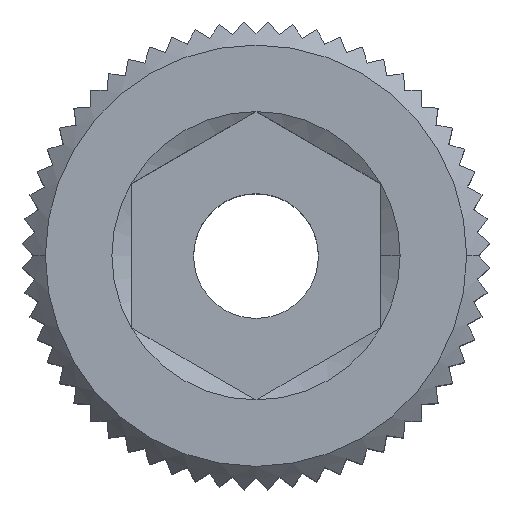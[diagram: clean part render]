
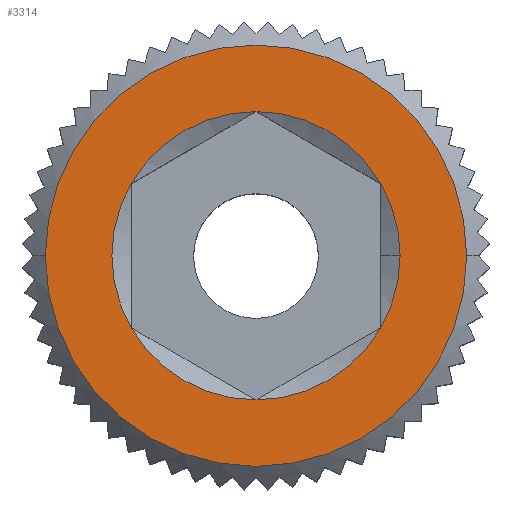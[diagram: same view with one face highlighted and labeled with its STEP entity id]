
A CAD part, top view. The second image highlights one B-rep face of the part: STEP entity #3314.
In plain terms, the highlighted planar face has unit normal (0, 0, 1).
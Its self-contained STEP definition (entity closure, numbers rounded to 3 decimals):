
#3225=CARTESIAN_POINT('Axis2P3D Location',(0.,5.953,8.731)) ;
#3230=CARTESIAN_POINT('Axis2P3D Location',(0.,0.,8.731)) ;
#3234=CARTESIAN_POINT('Vertex',(-5.358,0.,8.731)) ;
#3236=CARTESIAN_POINT('Vertex',(5.358,0.,8.731)) ;
#3239=CARTESIAN_POINT('Axis2P3D Location',(0.,0.,8.731)) ;
#3248=CARTESIAN_POINT('Axis2P3D Location',(0.,0.,8.731)) ;
#3252=CARTESIAN_POINT('Vertex',(3.175,1.833,8.731)) ;
#3254=CARTESIAN_POINT('Vertex',(0.,3.666,8.731)) ;
#3257=CARTESIAN_POINT('Axis2P3D Location',(0.,0.,8.731)) ;
#3261=CARTESIAN_POINT('Vertex',(3.666,0.,8.731)) ;
#3264=CARTESIAN_POINT('Axis2P3D Location',(0.,0.,8.731)) ;
#3268=CARTESIAN_POINT('Vertex',(3.175,-1.833,8.731)) ;
#3271=CARTESIAN_POINT('Axis2P3D Location',(0.,0.,8.731)) ;
#3275=CARTESIAN_POINT('Vertex',(0.,-3.666,8.731)) ;
#3278=CARTESIAN_POINT('Axis2P3D Location',(0.,0.,8.731)) ;
#3282=CARTESIAN_POINT('Vertex',(-3.175,-1.833,8.731)) ;
#3285=CARTESIAN_POINT('Axis2P3D Location',(0.,0.,8.731)) ;
#3289=CARTESIAN_POINT('Vertex',(-3.666,0.,8.731)) ;
#3292=CARTESIAN_POINT('Axis2P3D Location',(0.,0.,8.731)) ;
#3296=CARTESIAN_POINT('Vertex',(-3.175,1.833,8.731)) ;
#3299=CARTESIAN_POINT('Axis2P3D Location',(0.,0.,8.731)) ;
#3226=DIRECTION('Axis2P3D Direction',(0.,0.,1.)) ;
#3227=DIRECTION('Axis2P3D XDirection',(1.,0.,0.)) ;
#3231=DIRECTION('Axis2P3D Direction',(0.,0.,1.)) ;
#3240=DIRECTION('Axis2P3D Direction',(0.,0.,1.)) ;
#3249=DIRECTION('Axis2P3D Direction',(0.,0.,1.)) ;
#3258=DIRECTION('Axis2P3D Direction',(0.,0.,1.)) ;
#3265=DIRECTION('Axis2P3D Direction',(0.,0.,1.)) ;
#3272=DIRECTION('Axis2P3D Direction',(0.,0.,1.)) ;
#3279=DIRECTION('Axis2P3D Direction',(0.,0.,1.)) ;
#3286=DIRECTION('Axis2P3D Direction',(0.,0.,1.)) ;
#3293=DIRECTION('Axis2P3D Direction',(0.,0.,1.)) ;
#3300=DIRECTION('Axis2P3D Direction',(0.,0.,1.)) ;
#3228=AXIS2_PLACEMENT_3D('Plane Axis2P3D',#3225,#3226,#3227) ;
#3232=AXIS2_PLACEMENT_3D('Circle Axis2P3D',#3230,#3231,$) ;
#3241=AXIS2_PLACEMENT_3D('Circle Axis2P3D',#3239,#3240,$) ;
#3250=AXIS2_PLACEMENT_3D('Circle Axis2P3D',#3248,#3249,$) ;
#3259=AXIS2_PLACEMENT_3D('Circle Axis2P3D',#3257,#3258,$) ;
#3266=AXIS2_PLACEMENT_3D('Circle Axis2P3D',#3264,#3265,$) ;
#3273=AXIS2_PLACEMENT_3D('Circle Axis2P3D',#3271,#3272,$) ;
#3280=AXIS2_PLACEMENT_3D('Circle Axis2P3D',#3278,#3279,$) ;
#3287=AXIS2_PLACEMENT_3D('Circle Axis2P3D',#3285,#3286,$) ;
#3294=AXIS2_PLACEMENT_3D('Circle Axis2P3D',#3292,#3293,$) ;
#3301=AXIS2_PLACEMENT_3D('Circle Axis2P3D',#3299,#3300,$) ;
#3233=CIRCLE('generated circle',#3232,5.358) ;
#3242=CIRCLE('generated circle',#3241,5.358) ;
#3251=CIRCLE('generated circle',#3250,3.666) ;
#3260=CIRCLE('generated circle',#3259,3.666) ;
#3267=CIRCLE('generated circle',#3266,3.666) ;
#3274=CIRCLE('generated circle',#3273,3.666) ;
#3281=CIRCLE('generated circle',#3280,3.666) ;
#3288=CIRCLE('generated circle',#3287,3.666) ;
#3295=CIRCLE('generated circle',#3294,3.666) ;
#3302=CIRCLE('generated circle',#3301,3.666) ;
#3229=PLANE('',#3228) ;
#3313=FACE_BOUND('',#3304,.T.) ;
#3238=EDGE_CURVE('',#3235,#3237,#3233,.T.) ;
#3243=EDGE_CURVE('',#3237,#3235,#3242,.T.) ;
#3256=EDGE_CURVE('',#3253,#3255,#3251,.T.) ;
#3263=EDGE_CURVE('',#3262,#3253,#3260,.T.) ;
#3270=EDGE_CURVE('',#3269,#3262,#3267,.T.) ;
#3277=EDGE_CURVE('',#3276,#3269,#3274,.T.) ;
#3284=EDGE_CURVE('',#3283,#3276,#3281,.T.) ;
#3291=EDGE_CURVE('',#3290,#3283,#3288,.T.) ;
#3298=EDGE_CURVE('',#3297,#3290,#3295,.T.) ;
#3303=EDGE_CURVE('',#3255,#3297,#3302,.T.) ;
#3245=ORIENTED_EDGE('',*,*,#3238,.T.) ;
#3246=ORIENTED_EDGE('',*,*,#3243,.T.) ;
#3305=ORIENTED_EDGE('',*,*,#3256,.F.) ;
#3306=ORIENTED_EDGE('',*,*,#3263,.F.) ;
#3307=ORIENTED_EDGE('',*,*,#3270,.F.) ;
#3308=ORIENTED_EDGE('',*,*,#3277,.F.) ;
#3309=ORIENTED_EDGE('',*,*,#3284,.F.) ;
#3310=ORIENTED_EDGE('',*,*,#3291,.F.) ;
#3311=ORIENTED_EDGE('',*,*,#3298,.F.) ;
#3312=ORIENTED_EDGE('',*,*,#3303,.F.) ;
#3244=EDGE_LOOP('',(#3245,#3246)) ;
#3304=EDGE_LOOP('',(#3305,#3306,#3307,#3308,#3309,#3310,#3311,#3312)) ;
#3235=VERTEX_POINT('',#3234) ;
#3237=VERTEX_POINT('',#3236) ;
#3253=VERTEX_POINT('',#3252) ;
#3255=VERTEX_POINT('',#3254) ;
#3262=VERTEX_POINT('',#3261) ;
#3269=VERTEX_POINT('',#3268) ;
#3276=VERTEX_POINT('',#3275) ;
#3283=VERTEX_POINT('',#3282) ;
#3290=VERTEX_POINT('',#3289) ;
#3297=VERTEX_POINT('',#3296) ;
#3314=ADVANCED_FACE('CirPattern1',(#3247,#3313),#3229,.T.) ;
#3247=FACE_OUTER_BOUND('',#3244,.T.) ;
